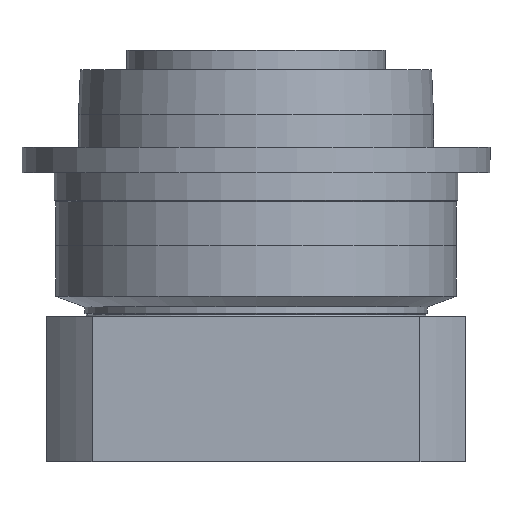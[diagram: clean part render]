
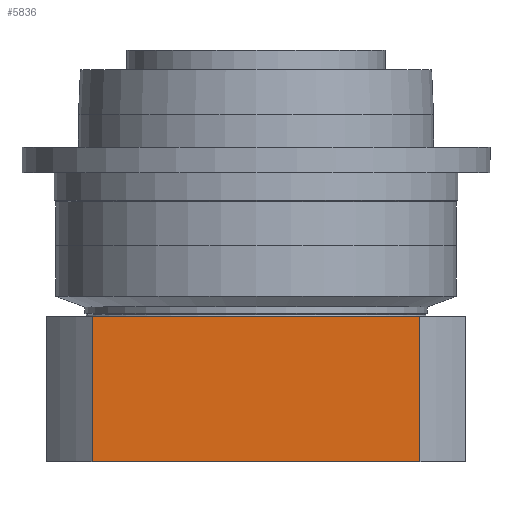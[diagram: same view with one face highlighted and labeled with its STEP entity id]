
A CAD part, front view. The second image highlights one B-rep face of the part: STEP entity #5836.
In plain terms, the highlighted planar face has unit normal (0, -1, 0).
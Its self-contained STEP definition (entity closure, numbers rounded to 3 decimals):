
#78 = CARTESIAN_POINT ( 'NONE',  ( 50.806, -65., -66. ) ) ;
#447 = ORIENTED_EDGE ( 'NONE', *, *, #4061, .F. ) ;
#463 = DIRECTION ( 'NONE',  ( 0., 0., 1. ) ) ;
#564 = CARTESIAN_POINT ( 'NONE',  ( -50.806, -65., -66. ) ) ;
#566 = EDGE_CURVE ( 'NONE', #844, #1705, #1304, .T. ) ;
#777 = LINE ( 'NONE', #8268, #8122 ) ;
#836 = EDGE_CURVE ( 'NONE', #1705, #8310, #777, .T. ) ;
#844 = VERTEX_POINT ( 'NONE', #8189 ) ;
#942 = ORIENTED_EDGE ( 'NONE', *, *, #836, .F. ) ;
#969 = VECTOR ( 'NONE', #6705, 1000. ) ;
#1139 = VERTEX_POINT ( 'NONE', #8723 ) ;
#1197 = ORIENTED_EDGE ( 'NONE', *, *, #566, .F. ) ;
#1304 = LINE ( 'NONE', #564, #8694 ) ;
#1705 = VERTEX_POINT ( 'NONE', #7256 ) ;
#2973 = ORIENTED_EDGE ( 'NONE', *, *, #3330, .T. ) ;
#3330 = EDGE_CURVE ( 'NONE', #1139, #8310, #7779, .T. ) ;
#3673 = DIRECTION ( 'NONE',  ( 0., 0., 1. ) ) ;
#3927 = VECTOR ( 'NONE', #3673, 1000. ) ;
#4061 = EDGE_CURVE ( 'NONE', #1139, #844, #4693, .T. ) ;
#4225 = EDGE_LOOP ( 'NONE', ( #942, #1197, #447, #2973 ) ) ;
#4293 = CARTESIAN_POINT ( 'NONE',  ( 50.806, -65., -21. ) ) ;
#4693 = LINE ( 'NONE', #6794, #969 ) ;
#5222 = FACE_OUTER_BOUND ( 'NONE', #4225, .T. ) ;
#5770 = DIRECTION ( 'NONE',  ( -1., 0., 0. ) ) ;
#5782 = DIRECTION ( 'NONE',  ( 0., 1., 0. ) ) ;
#5812 = PLANE ( 'NONE',  #7475 ) ;
#5836 = ADVANCED_FACE ( 'NONE', ( #5222 ), #5812, .F. ) ;
#5857 = CARTESIAN_POINT ( 'NONE',  ( 0., -65., -66. ) ) ;
#6705 = DIRECTION ( 'NONE',  ( -1., 0., 0. ) ) ;
#6794 = CARTESIAN_POINT ( 'NONE',  ( 0., -65., -66. ) ) ;
#7256 = CARTESIAN_POINT ( 'NONE',  ( -50.806, -65., -21. ) ) ;
#7475 = AXIS2_PLACEMENT_3D ( 'NONE', #5857, #5782, #5770 ) ;
#7779 = LINE ( 'NONE', #78, #3927 ) ;
#8052 = DIRECTION ( 'NONE',  ( 1., 0., 0. ) ) ;
#8122 = VECTOR ( 'NONE', #8052, 1000. ) ;
#8189 = CARTESIAN_POINT ( 'NONE',  ( -50.806, -65., -66. ) ) ;
#8268 = CARTESIAN_POINT ( 'NONE',  ( 0., -65., -21. ) ) ;
#8310 = VERTEX_POINT ( 'NONE', #4293 ) ;
#8694 = VECTOR ( 'NONE', #463, 1000. ) ;
#8723 = CARTESIAN_POINT ( 'NONE',  ( 50.806, -65., -66. ) ) ;
